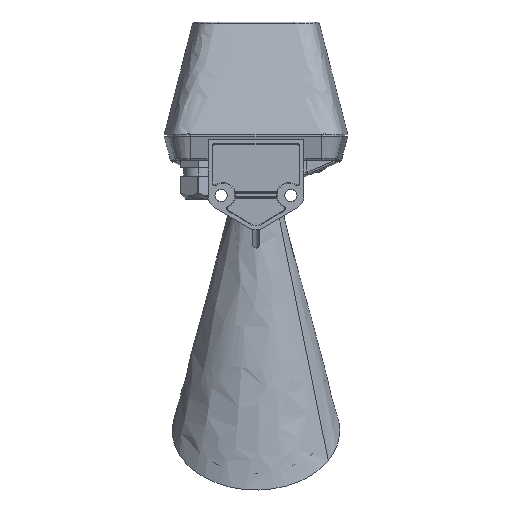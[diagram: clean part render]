
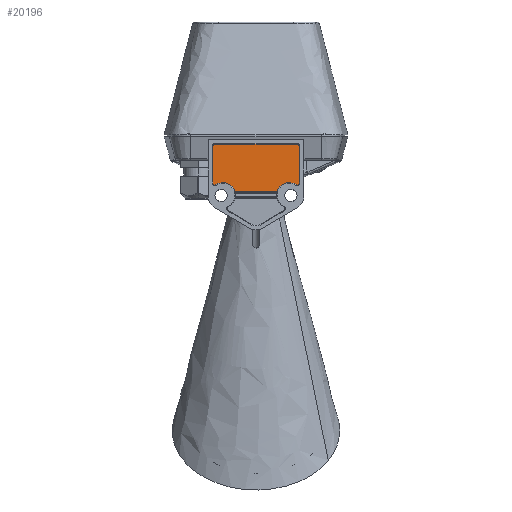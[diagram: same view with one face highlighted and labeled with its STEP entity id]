
A CAD part, front view. The second image highlights one B-rep face of the part: STEP entity #20196.
In plain terms, the highlighted planar face has unit normal (0, -1, 0).
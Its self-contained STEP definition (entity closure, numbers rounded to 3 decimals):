
#536 = DIRECTION ( 'NONE',  ( 0., 0., 1. ) ) ;
#694 = EDGE_CURVE ( 'NONE', #10495, #8925, #20031, .T. ) ;
#1019 = ORIENTED_EDGE ( 'NONE', *, *, #19151, .T. ) ;
#1222 = DIRECTION ( 'NONE',  ( 0., 0., -1. ) ) ;
#1327 = DIRECTION ( 'NONE',  ( 0., 0., -1. ) ) ;
#1641 = CARTESIAN_POINT ( 'NONE',  ( 11.747, -21.641, 6.947 ) ) ;
#1786 = AXIS2_PLACEMENT_3D ( 'NONE', #6841, #18487, #8535 ) ;
#2354 = VERTEX_POINT ( 'NONE', #10815 ) ;
#2448 = EDGE_CURVE ( 'NONE', #5003, #2354, #14249, .T. ) ;
#2637 = EDGE_CURVE ( 'NONE', #18995, #21271, #11676, .T. ) ;
#2641 = DIRECTION ( 'NONE',  ( 1., 0., 0. ) ) ;
#2742 = ORIENTED_EDGE ( 'NONE', *, *, #2637, .T. ) ;
#3272 = VERTEX_POINT ( 'NONE', #17166 ) ;
#3274 = AXIS2_PLACEMENT_3D ( 'NONE', #9955, #21573, #11637 ) ;
#3327 = DIRECTION ( 'NONE',  ( 0., 0., -1. ) ) ;
#3343 = VERTEX_POINT ( 'NONE', #13911 ) ;
#3697 = CARTESIAN_POINT ( 'NONE',  ( 12.601, -21.641, 34.372 ) ) ;
#3892 = DIRECTION ( 'NONE',  ( 0., 0., -1. ) ) ;
#4153 = ORIENTED_EDGE ( 'NONE', *, *, #12669, .T. ) ;
#4333 = LINE ( 'NONE', #11221, #17601 ) ;
#5003 = VERTEX_POINT ( 'NONE', #12780 ) ;
#5864 = CIRCLE ( 'NONE', #9175, 9.017 ) ;
#6069 = CARTESIAN_POINT ( 'NONE',  ( 10.223, -21.641, 5.423 ) ) ;
#6356 = EDGE_CURVE ( 'NONE', #3272, #5003, #8935, .T. ) ;
#6378 = CARTESIAN_POINT ( 'NONE',  ( 56.195, -21.641, 39.479 ) ) ;
#6428 = ORIENTED_EDGE ( 'NONE', *, *, #7002, .T. ) ;
#6701 = VECTOR ( 'NONE', #19753, 1000. ) ;
#6804 = VERTEX_POINT ( 'NONE', #18667 ) ;
#6841 = CARTESIAN_POINT ( 'NONE',  ( 11.747, -21.641, 33.11 ) ) ;
#7002 = EDGE_CURVE ( 'NONE', #21271, #7545, #12114, .T. ) ;
#7067 = ORIENTED_EDGE ( 'NONE', *, *, #7183, .T. ) ;
#7158 = LINE ( 'NONE', #20503, #19944 ) ;
#7183 = EDGE_CURVE ( 'NONE', #7545, #7419, #19942, .T. ) ;
#7419 = VERTEX_POINT ( 'NONE', #3697 ) ;
#7545 = VERTEX_POINT ( 'NONE', #18364 ) ;
#7581 = CARTESIAN_POINT ( 'NONE',  ( 70.802, -21.641, 6.947 ) ) ;
#7931 = AXIS2_PLACEMENT_3D ( 'NONE', #10527, #13838, #3892 ) ;
#8227 = AXIS2_PLACEMENT_3D ( 'NONE', #1641, #13286, #3327 ) ;
#8535 = DIRECTION ( 'NONE',  ( 0., 0., -1. ) ) ;
#8836 = CARTESIAN_POINT ( 'NONE',  ( 64.897, -21.641, 41.841 ) ) ;
#8925 = VERTEX_POINT ( 'NONE', #18447 ) ;
#8935 = CIRCLE ( 'NONE', #8227, 1.524 ) ;
#8972 = CARTESIAN_POINT ( 'NONE',  ( 17.653, -21.641, 41.841 ) ) ;
#9175 = AXIS2_PLACEMENT_3D ( 'NONE', #8836, #20467, #10507 ) ;
#9275 = DIRECTION ( 'NONE',  ( 0., 0., -1. ) ) ;
#9454 = ORIENTED_EDGE ( 'NONE', *, *, #15559, .T. ) ;
#9638 = AXIS2_PLACEMENT_3D ( 'NONE', #8972, #20590, #10648 ) ;
#9685 = CARTESIAN_POINT ( 'NONE',  ( 26.355, -21.641, 39.479 ) ) ;
#9773 = DIRECTION ( 'NONE',  ( 0., 1., 0. ) ) ;
#9955 = CARTESIAN_POINT ( 'NONE',  ( 70.802, -21.641, 33.11 ) ) ;
#10035 = FACE_OUTER_BOUND ( 'NONE', #21028, .T. ) ;
#10367 = VECTOR ( 'NONE', #2641, 1000. ) ;
#10495 = VERTEX_POINT ( 'NONE', #19822 ) ;
#10507 = DIRECTION ( 'NONE',  ( 0., 0., -1. ) ) ;
#10527 = CARTESIAN_POINT ( 'NONE',  ( 64.897, -21.641, 41.841 ) ) ;
#10648 = DIRECTION ( 'NONE',  ( 0., 0., -1. ) ) ;
#10713 = AXIS2_PLACEMENT_3D ( 'NONE', #21286, #11340, #1327 ) ;
#10815 = CARTESIAN_POINT ( 'NONE',  ( 70.802, -21.641, 5.423 ) ) ;
#11221 = CARTESIAN_POINT ( 'NONE',  ( 10.223, -21.641, 36.732 ) ) ;
#11340 = DIRECTION ( 'NONE',  ( 0., 1., 0. ) ) ;
#11637 = DIRECTION ( 'NONE',  ( 0., 0., -1. ) ) ;
#11676 = LINE ( 'NONE', #16461, #6701 ) ;
#12110 = ORIENTED_EDGE ( 'NONE', *, *, #13217, .T. ) ;
#12114 = CIRCLE ( 'NONE', #9638, 9.017 ) ;
#12582 = CARTESIAN_POINT ( 'NONE',  ( 72.326, -21.641, 6.947 ) ) ;
#12669 = EDGE_CURVE ( 'NONE', #2354, #18689, #12682, .T. ) ;
#12682 = CIRCLE ( 'NONE', #17797, 1.524 ) ;
#12780 = CARTESIAN_POINT ( 'NONE',  ( 11.747, -21.641, 5.423 ) ) ;
#13217 = EDGE_CURVE ( 'NONE', #6804, #3272, #4333, .T. ) ;
#13286 = DIRECTION ( 'NONE',  ( 0., -1., 0. ) ) ;
#13338 = ORIENTED_EDGE ( 'NONE', *, *, #6356, .T. ) ;
#13838 = DIRECTION ( 'NONE',  ( 0., -1., 0. ) ) ;
#13876 = ORIENTED_EDGE ( 'NONE', *, *, #2448, .T. ) ;
#13911 = CARTESIAN_POINT ( 'NONE',  ( 64.897, -21.641, 32.824 ) ) ;
#13974 = ORIENTED_EDGE ( 'NONE', *, *, #18940, .T. ) ;
#14113 = CIRCLE ( 'NONE', #1786, 1.524 ) ;
#14249 = LINE ( 'NONE', #6069, #10367 ) ;
#15559 = EDGE_CURVE ( 'NONE', #7419, #6804, #14113, .T. ) ;
#16461 = CARTESIAN_POINT ( 'NONE',  ( 64.897, -21.641, 39.479 ) ) ;
#16478 = ORIENTED_EDGE ( 'NONE', *, *, #19420, .T. ) ;
#17166 = CARTESIAN_POINT ( 'NONE',  ( 10.223, -21.641, 6.947 ) ) ;
#17601 = VECTOR ( 'NONE', #1222, 1000. ) ;
#17797 = AXIS2_PLACEMENT_3D ( 'NONE', #7581, #19230, #9275 ) ;
#18242 = ORIENTED_EDGE ( 'NONE', *, *, #694, .T. ) ;
#18364 = CARTESIAN_POINT ( 'NONE',  ( 17.653, -21.641, 32.824 ) ) ;
#18447 = CARTESIAN_POINT ( 'NONE',  ( 69.949, -21.641, 34.372 ) ) ;
#18487 = DIRECTION ( 'NONE',  ( 0., -1., 0. ) ) ;
#18667 = CARTESIAN_POINT ( 'NONE',  ( 10.223, -21.641, 33.11 ) ) ;
#18689 = VERTEX_POINT ( 'NONE', #12582 ) ;
#18800 = PLANE ( 'NONE',  #7931 ) ;
#18940 = EDGE_CURVE ( 'NONE', #8925, #3343, #21231, .T. ) ;
#18995 = VERTEX_POINT ( 'NONE', #6378 ) ;
#19151 = EDGE_CURVE ( 'NONE', #3343, #18995, #5864, .T. ) ;
#19230 = DIRECTION ( 'NONE',  ( 0., -1., 0. ) ) ;
#19420 = EDGE_CURVE ( 'NONE', #18689, #10495, #7158, .T. ) ;
#19728 = CARTESIAN_POINT ( 'NONE',  ( 17.653, -21.641, 41.841 ) ) ;
#19753 = DIRECTION ( 'NONE',  ( -1., 0., 0. ) ) ;
#19822 = CARTESIAN_POINT ( 'NONE',  ( 72.326, -21.641, 33.11 ) ) ;
#19942 = CIRCLE ( 'NONE', #20762, 9.017 ) ;
#19944 = VECTOR ( 'NONE', #536, 1000. ) ;
#20031 = CIRCLE ( 'NONE', #3274, 1.524 ) ;
#20196 = ADVANCED_FACE ( 'NONE', ( #10035 ), #18800, .T. ) ;
#20467 = DIRECTION ( 'NONE',  ( 0., 1., 0. ) ) ;
#20503 = CARTESIAN_POINT ( 'NONE',  ( 72.326, -21.641, 5.423 ) ) ;
#20590 = DIRECTION ( 'NONE',  ( 0., 1., 0. ) ) ;
#20762 = AXIS2_PLACEMENT_3D ( 'NONE', #19728, #9773, #21380 ) ;
#21028 = EDGE_LOOP ( 'NONE', ( #13974, #1019, #2742, #6428, #7067, #9454, #12110, #13338, #13876, #4153, #16478, #18242 ) ) ;
#21231 = CIRCLE ( 'NONE', #10713, 9.017 ) ;
#21271 = VERTEX_POINT ( 'NONE', #9685 ) ;
#21286 = CARTESIAN_POINT ( 'NONE',  ( 64.897, -21.641, 41.841 ) ) ;
#21380 = DIRECTION ( 'NONE',  ( 0., 0., -1. ) ) ;
#21573 = DIRECTION ( 'NONE',  ( 0., -1., 0. ) ) ;
